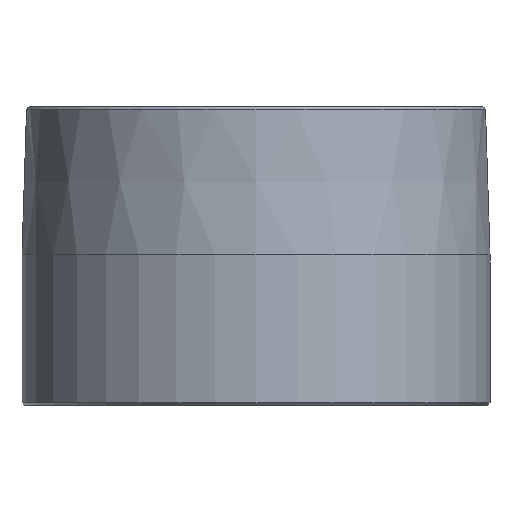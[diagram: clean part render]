
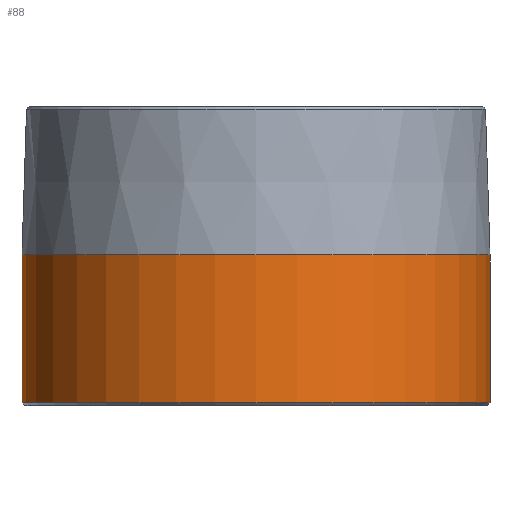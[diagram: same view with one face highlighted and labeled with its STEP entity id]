
A CAD part, front view. The second image highlights one B-rep face of the part: STEP entity #88.
In plain terms, the highlighted cylindrical face has radius 57.15 mm (diameter 114.3 mm), a partial arc.
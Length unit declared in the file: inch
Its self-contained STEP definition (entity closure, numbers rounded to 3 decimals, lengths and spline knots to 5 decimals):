
#2 = DIRECTION ( 'NONE',  ( 0., 0., -1. ) ) ;
#3 = EDGE_CURVE ( 'NONE', #307, #62, #245, .T. ) ;
#25 = DIRECTION ( 'NONE',  ( 0., 0., -1. ) ) ;
#28 = CARTESIAN_POINT ( 'NONE',  ( -2.25, 0., 1.4475 ) ) ;
#51 = CARTESIAN_POINT ( 'NONE',  ( -2.25, 0., 0.025 ) ) ;
#58 = ORIENTED_EDGE ( 'NONE', *, *, #233, .T. ) ;
#61 = CARTESIAN_POINT ( 'NONE',  ( 2.25, 0., 1.4475 ) ) ;
#62 = VERTEX_POINT ( 'NONE', #51 ) ;
#63 = CARTESIAN_POINT ( 'NONE',  ( 0., 0., 1.4475 ) ) ;
#88 = ADVANCED_FACE ( 'NONE', ( #473 ), #353, .T. ) ;
#97 = EDGE_CURVE ( 'NONE', #206, #264, #288, .T. ) ;
#103 = EDGE_CURVE ( 'NONE', #62, #264, #410, .T. ) ;
#123 = AXIS2_PLACEMENT_3D ( 'NONE', #433, #135, #370 ) ;
#130 = CARTESIAN_POINT ( 'NONE',  ( -2.25, 0., 2.875 ) ) ;
#135 = DIRECTION ( 'NONE',  ( 0., 0., -1. ) ) ;
#138 = ORIENTED_EDGE ( 'NONE', *, *, #103, .T. ) ;
#167 = DIRECTION ( 'NONE',  ( 0., 0., -1. ) ) ;
#177 = DIRECTION ( 'NONE',  ( 1., 0., 0. ) ) ;
#186 = AXIS2_PLACEMENT_3D ( 'NONE', #364, #483, #177 ) ;
#190 = CARTESIAN_POINT ( 'NONE',  ( 2.25, 0., 0.025 ) ) ;
#206 = VERTEX_POINT ( 'NONE', #61 ) ;
#207 = VECTOR ( 'NONE', #167, 39.37008 ) ;
#233 = EDGE_CURVE ( 'NONE', #206, #307, #276, .T. ) ;
#245 = LINE ( 'NONE', #130, #207 ) ;
#264 = VERTEX_POINT ( 'NONE', #190 ) ;
#265 = ORIENTED_EDGE ( 'NONE', *, *, #3, .T. ) ;
#276 = CIRCLE ( 'NONE', #418, 2.25 ) ;
#288 = LINE ( 'NONE', #414, #344 ) ;
#307 = VERTEX_POINT ( 'NONE', #28 ) ;
#333 = ORIENTED_EDGE ( 'NONE', *, *, #97, .F. ) ;
#337 = DIRECTION ( 'NONE',  ( -1., 0., 0. ) ) ;
#344 = VECTOR ( 'NONE', #25, 39.37008 ) ;
#353 = CYLINDRICAL_SURFACE ( 'NONE', #123, 2.25 ) ;
#364 = CARTESIAN_POINT ( 'NONE',  ( 0., 0., 0.025 ) ) ;
#370 = DIRECTION ( 'NONE',  ( -1., 0., 0. ) ) ;
#372 = EDGE_LOOP ( 'NONE', ( #333, #58, #265, #138 ) ) ;
#410 = CIRCLE ( 'NONE', #186, 2.25 ) ;
#414 = CARTESIAN_POINT ( 'NONE',  ( 2.25, 0., 2.875 ) ) ;
#418 = AXIS2_PLACEMENT_3D ( 'NONE', #63, #2, #337 ) ;
#433 = CARTESIAN_POINT ( 'NONE',  ( 0., 0., 2.875 ) ) ;
#473 = FACE_OUTER_BOUND ( 'NONE', #372, .T. ) ;
#483 = DIRECTION ( 'NONE',  ( 0., 0., 1. ) ) ;
